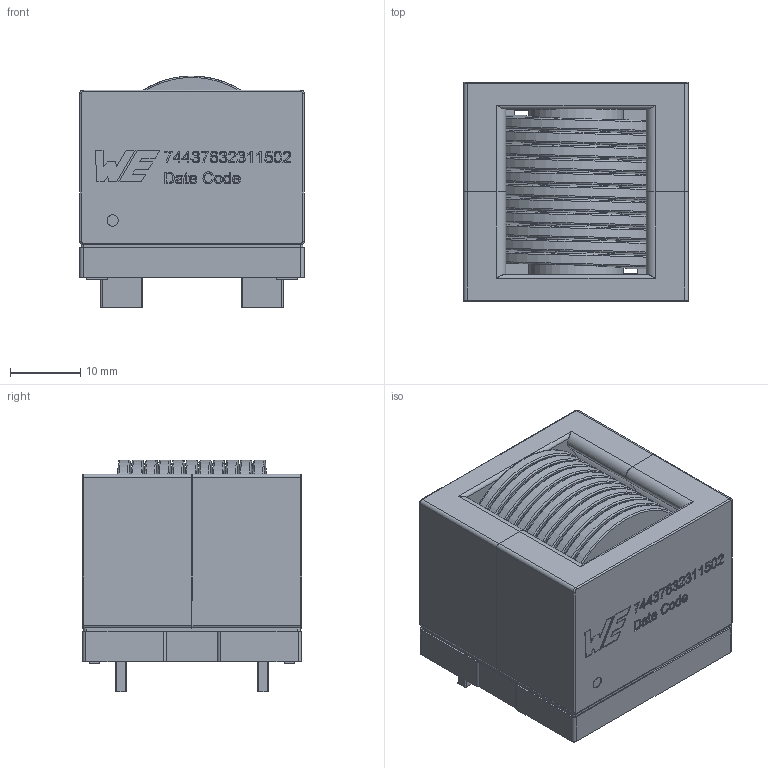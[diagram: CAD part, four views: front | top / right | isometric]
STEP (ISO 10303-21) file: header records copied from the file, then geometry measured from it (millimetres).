
FILE_DESCRIPTION(/* description */ ('Unknown'),/* implementation_level */ '2;1');
FILE_NAME(/* name */ '74437632311502',/* time_stamp */ '2024-08-19T12:13:27+08:00',/* author */ ('Unknown'),/* organization */ ('Unknown'),/* preprocessor_version */ 'ST-DEVELOPER v19.4',/* originating_system */ 'Solid Edge',/* authorisation */ 'Unknown');
FILE_SCHEMA (('AUTOMOTIVE_DESIGN {1 0 10303 214 3 1 1}'));
Products named in the file (6): 74437632311502; Base; Coil_1502_1.6; Core_B2; Core_F2; Glue
Assembly tree (5 placements, depth 2):
  74437632311502
    Base
    Coil_1502_1.6
    Core_B2
    Core_F2
    Glue
Bounding box: 32 x 31.2 x 33 mm (x, y, z)
Volume: 22358.5 mm3; surface area: 21855.2 mm2
Topology: 5 solids, 5 shells, 473 faces, 1231 edges, 810 vertices
Faces by surface type: plane 260, bspline 117, cylinder 88, torus 8
Full cylindrical faces by diameter (mm): 1.606 x1, 13.5 x2
Entity records: 51583 total; most frequent: CARTESIAN_POINT 38764, ORIENTED_EDGE 2444, DIRECTION 1574, EDGE_CURVE 1222, VERTEX_POINT 810, LINE 570, VECTOR 570, EDGE_LOOP 548
